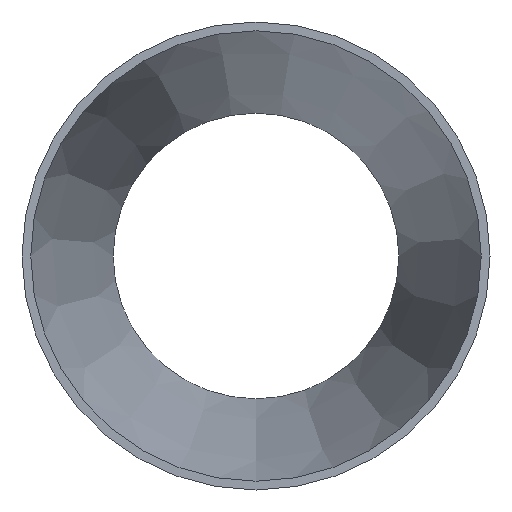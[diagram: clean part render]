
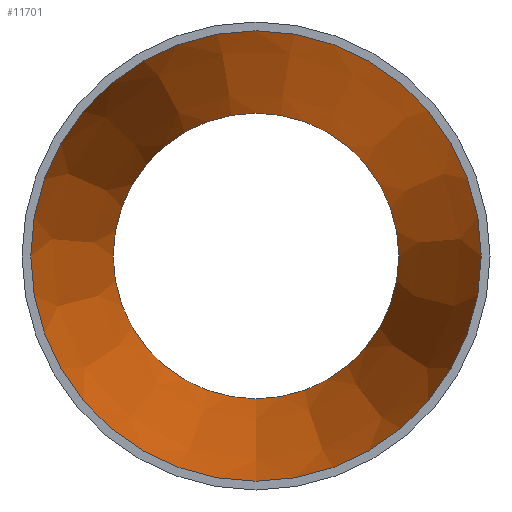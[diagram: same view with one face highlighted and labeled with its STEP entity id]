
A CAD part, front view. The second image highlights one B-rep face of the part: STEP entity #11701.
In plain terms, the highlighted conical face has half-angle 10.758 degrees and reference radius 51.964 mm.
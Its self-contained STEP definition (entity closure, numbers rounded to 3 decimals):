
#1651 = ORIENTED_EDGE ( 'NONE', *, *, #21412, .F. ) ;
#3263 = CARTESIAN_POINT ( 'NONE',  ( 0., 100., -32.964 ) ) ;
#4534 = AXIS2_PLACEMENT_3D ( 'NONE', #26943, #20562, #17648 ) ;
#4813 = DIRECTION ( 'NONE',  ( 0., -1., 0. ) ) ;
#6690 = CONICAL_SURFACE ( 'NONE', #26192, 51.964, 0.188 ) ;
#8387 = DIRECTION ( 'NONE',  ( 0., -1., 0. ) ) ;
#10159 = FACE_OUTER_BOUND ( 'NONE', #28412, .T. ) ;
#10224 = VERTEX_POINT ( 'NONE', #3263 ) ;
#10589 = CARTESIAN_POINT ( 'NONE',  ( 0., 0., 0. ) ) ;
#11701 = ADVANCED_FACE ( 'NONE', ( #16719, #10159 ), #6690, .F. ) ;
#14590 = VERTEX_POINT ( 'NONE', #23448 ) ;
#16136 = CIRCLE ( 'NONE', #22644, 51.964 ) ;
#16719 = FACE_BOUND ( 'NONE', #24618, .T. ) ;
#17648 = DIRECTION ( 'NONE',  ( 0., 0., -1. ) ) ;
#20376 = DIRECTION ( 'NONE',  ( 0., 0., -1. ) ) ;
#20562 = DIRECTION ( 'NONE',  ( 0., -1., 0. ) ) ;
#21412 = EDGE_CURVE ( 'NONE', #10224, #10224, #26794, .T. ) ;
#21548 = ORIENTED_EDGE ( 'NONE', *, *, #22145, .T. ) ;
#22145 = EDGE_CURVE ( 'NONE', #14590, #14590, #16136, .T. ) ;
#22644 = AXIS2_PLACEMENT_3D ( 'NONE', #26319, #4813, #20376 ) ;
#23448 = CARTESIAN_POINT ( 'NONE',  ( 0., 0., -51.964 ) ) ;
#24618 = EDGE_LOOP ( 'NONE', ( #1651 ) ) ;
#26129 = DIRECTION ( 'NONE',  ( 0., 0., -1. ) ) ;
#26192 = AXIS2_PLACEMENT_3D ( 'NONE', #10589, #8387, #26129 ) ;
#26319 = CARTESIAN_POINT ( 'NONE',  ( 0., 0., 0. ) ) ;
#26794 = CIRCLE ( 'NONE', #4534, 32.964 ) ;
#26943 = CARTESIAN_POINT ( 'NONE',  ( 0., 100., 0. ) ) ;
#28412 = EDGE_LOOP ( 'NONE', ( #21548 ) ) ;
